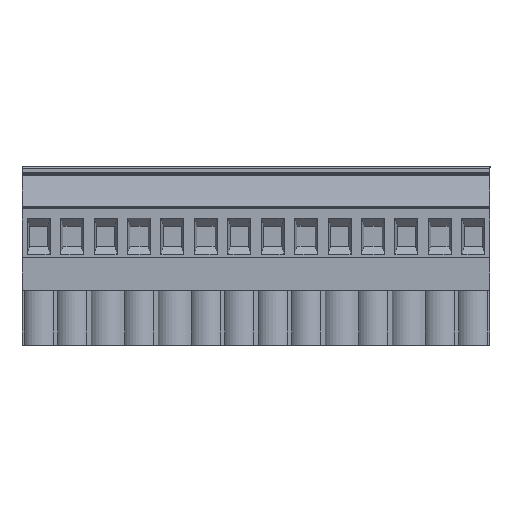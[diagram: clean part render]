
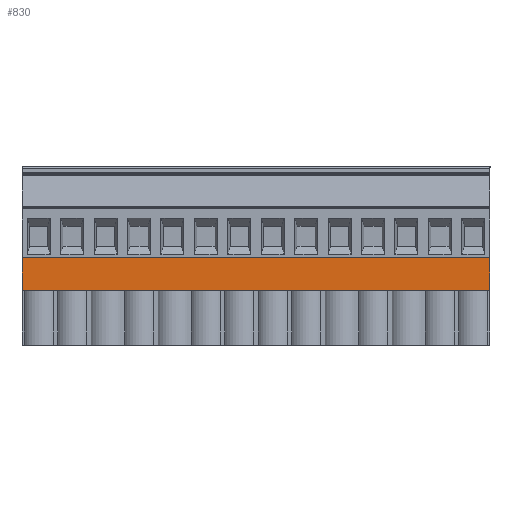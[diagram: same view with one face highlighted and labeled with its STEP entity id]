
A CAD part, top view. The second image highlights one B-rep face of the part: STEP entity #830.
In plain terms, the highlighted planar face has unit normal (0, 0, 1).
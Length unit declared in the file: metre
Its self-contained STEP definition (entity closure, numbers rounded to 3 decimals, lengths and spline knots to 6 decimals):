
#830=ADVANCED_FACE('',(#1926),#1927,.F.);
#1926=FACE_OUTER_BOUND('',#3300,.T.);
#1927=PLANE('',#3301);
#3300=EDGE_LOOP('',(#5755,#5756,#5757,#5758));
#3301=AXIS2_PLACEMENT_3D('',#5759,#5760,#5761);
#5755=ORIENTED_EDGE('',*,*,#8414,.T.);
#5756=ORIENTED_EDGE('',*,*,#8686,.T.);
#5757=ORIENTED_EDGE('',*,*,#8687,.F.);
#5758=ORIENTED_EDGE('',*,*,#8465,.F.);
#5759=CARTESIAN_POINT('',(-0.00508,0.004997,0.));
#5760=DIRECTION('',(0.,0.,-1.0));
#5761=DIRECTION('',(0.0,-1.0,0.));
#8414=EDGE_CURVE('',#10265,#10263,#10266,.T.);
#8465=EDGE_CURVE('',#10265,#10342,#10343,.T.);
#8686=EDGE_CURVE('',#10263,#10678,#10679,.T.);
#8687=EDGE_CURVE('',#10342,#10678,#10680,.T.);
#10263=VERTEX_POINT('',#12787);
#10265=VERTEX_POINT('',#12790);
#10266=LINE('',#12791,#12792);
#10342=VERTEX_POINT('',#12896);
#10343=LINE('',#12897,#12898);
#10678=VERTEX_POINT('',#13374);
#10679=LINE('',#13375,#13376);
#10680=LINE('',#13377,#13378);
#12787=CARTESIAN_POINT('',(0.07112,0.0,0.0));
#12790=CARTESIAN_POINT('',(0.0,0.,0.));
#12791=CARTESIAN_POINT('',(-0.00508,0.,0.));
#12792=VECTOR('',#14902,1.0);
#12896=CARTESIAN_POINT('',(0.0,0.005,0.));
#12897=CARTESIAN_POINT('',(0.0,0.004997,0.));
#12898=VECTOR('',#14961,1.0);
#13374=CARTESIAN_POINT('',(0.07112,0.005,0.0));
#13375=CARTESIAN_POINT('',(0.07112,0.004997,0.0));
#13376=VECTOR('',#15193,1.0);
#13377=CARTESIAN_POINT('',(-0.00508,0.005,0.));
#13378=VECTOR('',#15194,1.0);
#14902=DIRECTION('',(1.0,0.,0.));
#14961=DIRECTION('',(0.,1.0,0.));
#15193=DIRECTION('',(0.,1.0,0.));
#15194=DIRECTION('',(1.0,0.,0.));
